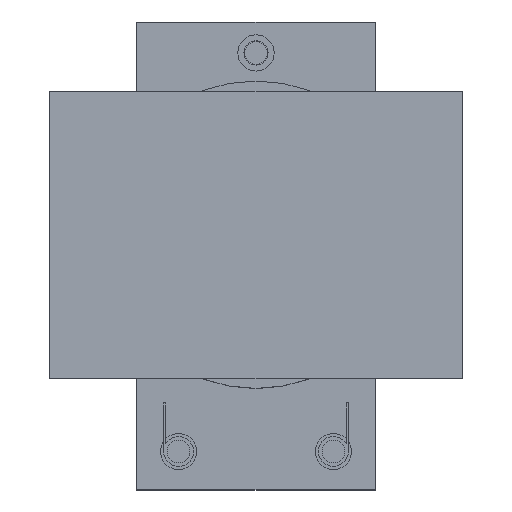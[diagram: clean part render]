
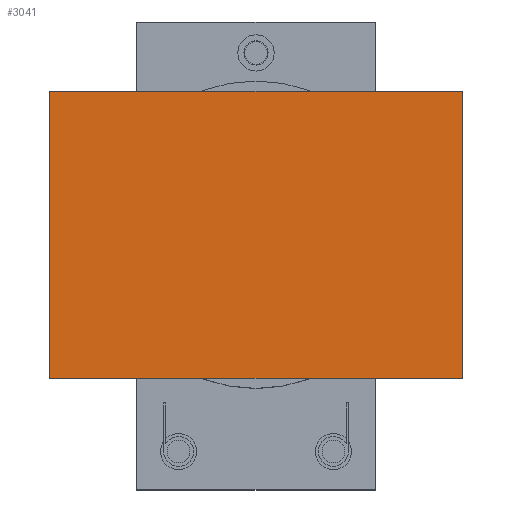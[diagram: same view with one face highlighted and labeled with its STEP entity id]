
A CAD part, top view. The second image highlights one B-rep face of the part: STEP entity #3041.
In plain terms, the highlighted planar face has unit normal (0, 0, 1).
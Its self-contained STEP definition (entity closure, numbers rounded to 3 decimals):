
#30 = VERTEX_POINT ( 'NONE', #1797 ) ;
#80 = EDGE_CURVE ( 'NONE', #30, #2945, #3602, .T. ) ;
#86 = DIRECTION ( 'NONE',  ( -1., 0., 0. ) ) ;
#124 = DIRECTION ( 'NONE',  ( 0., -1., 0. ) ) ;
#348 = CARTESIAN_POINT ( 'NONE',  ( -1248.746, -908.43, 12.75 ) ) ;
#361 = CARTESIAN_POINT ( 'NONE',  ( -1248.746, -889.43, 12.75 ) ) ;
#559 = AXIS2_PLACEMENT_3D ( 'NONE', #2768, #1088, #3048 ) ;
#659 = EDGE_CURVE ( 'NONE', #807, #30, #1033, .T. ) ;
#691 = VECTOR ( 'NONE', #3004, 1000. ) ;
#807 = VERTEX_POINT ( 'NONE', #916 ) ;
#818 = VERTEX_POINT ( 'NONE', #2899 ) ;
#916 = CARTESIAN_POINT ( 'NONE',  ( -1262.396, -908.43, 12.75 ) ) ;
#1033 = LINE ( 'NONE', #348, #1697 ) ;
#1072 = EDGE_CURVE ( 'NONE', #2945, #818, #3274, .T. ) ;
#1088 = DIRECTION ( 'NONE',  ( 0., 0., 1. ) ) ;
#1354 = ORIENTED_EDGE ( 'NONE', *, *, #2558, .T. ) ;
#1505 = DIRECTION ( 'NONE',  ( 1., 0., 0. ) ) ;
#1530 = FACE_OUTER_BOUND ( 'NONE', #2049, .T. ) ;
#1640 = PLANE ( 'NONE',  #559 ) ;
#1697 = VECTOR ( 'NONE', #1505, 1000. ) ;
#1797 = CARTESIAN_POINT ( 'NONE',  ( -1235.096, -908.43, 12.75 ) ) ;
#1952 = ORIENTED_EDGE ( 'NONE', *, *, #80, .T. ) ;
#2049 = EDGE_LOOP ( 'NONE', ( #1354, #3508, #1952, #2325 ) ) ;
#2283 = VECTOR ( 'NONE', #124, 1000. ) ;
#2325 = ORIENTED_EDGE ( 'NONE', *, *, #1072, .T. ) ;
#2373 = LINE ( 'NONE', #3504, #2283 ) ;
#2452 = CARTESIAN_POINT ( 'NONE',  ( -1235.096, -898.93, 12.75 ) ) ;
#2558 = EDGE_CURVE ( 'NONE', #818, #807, #2373, .T. ) ;
#2625 = VECTOR ( 'NONE', #86, 1000. ) ;
#2768 = CARTESIAN_POINT ( 'NONE',  ( -1248.746, -898.93, 12.75 ) ) ;
#2814 = CARTESIAN_POINT ( 'NONE',  ( -1235.096, -889.43, 12.75 ) ) ;
#2899 = CARTESIAN_POINT ( 'NONE',  ( -1262.396, -889.43, 12.75 ) ) ;
#2945 = VERTEX_POINT ( 'NONE', #2814 ) ;
#3004 = DIRECTION ( 'NONE',  ( 0., 1., 0. ) ) ;
#3041 = ADVANCED_FACE ( 'NONE', ( #1530 ), #1640, .T. ) ;
#3048 = DIRECTION ( 'NONE',  ( 1., 0., 0. ) ) ;
#3274 = LINE ( 'NONE', #361, #2625 ) ;
#3504 = CARTESIAN_POINT ( 'NONE',  ( -1262.396, -898.93, 12.75 ) ) ;
#3508 = ORIENTED_EDGE ( 'NONE', *, *, #659, .T. ) ;
#3602 = LINE ( 'NONE', #2452, #691 ) ;
